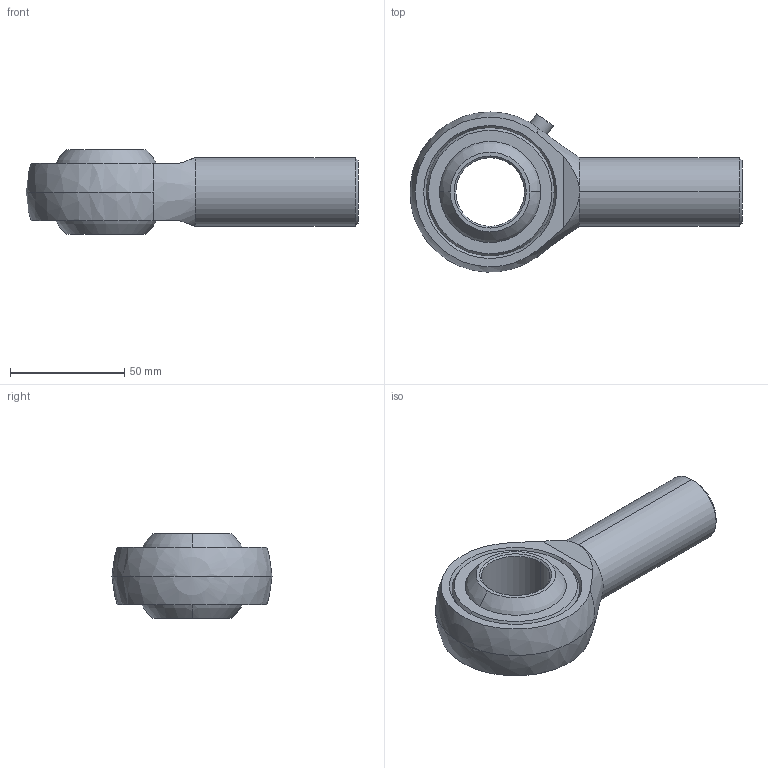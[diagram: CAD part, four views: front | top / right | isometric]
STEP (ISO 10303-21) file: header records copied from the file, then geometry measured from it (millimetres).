
FILE_DESCRIPTION(('STEP AP214'),'1');
FILE_NAME('gas30.stp','2022-07-07T15:44:31',('TraceParts'),('TraceParts S.A.'),'Spatial InterOp 3D',' ',' ');
FILE_SCHEMA(('AUTOMOTIVE_DESIGN { 1 0 10303 214 1 1 1 1 }'));
Length unit declared in the file: millimetre
Products named in the file (1): gas30_1
Bounding box: 145 x 69.96 x 37 mm (x, y, z)
Volume: 135575.8 mm3; surface area: 32098.5 mm2
Topology: 2 solids, 2 shells, 47 faces, 106 edges, 64 vertices
Faces by surface type: cone 16, plane 12, cylinder 11, sphere 8
Entity records: 2006 total; most frequent: CARTESIAN_POINT 535, DIRECTION 248, ORIENTED_EDGE 208, AXIS2_PLACEMENT_3D 111, EDGE_CURVE 104, VERTEX_POINT 64, CIRCLE 62, EDGE_LOOP 56
